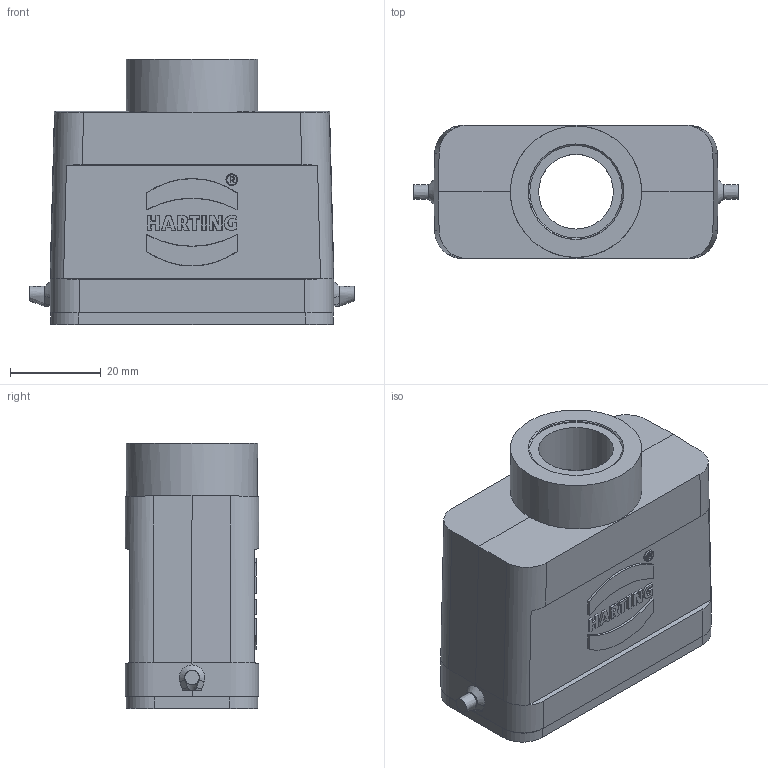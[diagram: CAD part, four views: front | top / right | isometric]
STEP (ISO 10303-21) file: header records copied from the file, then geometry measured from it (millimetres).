
FILE_DESCRIPTION((''),'2;1');
FILE_NAME('05200101461.stp','2020-07-07T16:10:46',('e.eickhoff'),(''),'Autodesk Inventor 2012','Autodesk Inventor 2012','');
FILE_SCHEMA(('AUTOMOTIVE_DESIGN { 1 0 10303 214 1 1 1 1 }'));
Length unit declared in the file: millimetre
Products named in the file (3): 05200101461; M16-PG13,5 Adapter
Assembly tree (2 placements, depth 2):
  05200101461
    05200101461
    M16-PG13,5 Adapter
Bounding box: 71.7 x 29.5 x 58.7 mm (x, y, z)
Volume: 30581.8 mm3; surface area: 22823.1 mm2
Topology: 2 solids, 2 shells, 239 faces, 1207 edges, 1576 vertices
Faces by surface type: plane 161, cylinder 41, cone 21, bspline 16
Full cylindrical faces by diameter (mm): 3 x4, 16.5 x1, 17 x1, 20.4 x1, 21 x1, 29 x1
Entity records: 13726 total; most frequent: CARTESIAN_POINT 4281, DIRECTION 1622, ORIENTED_EDGE 1196, EDGE_CURVE 598, DIMENSIONAL_EXPONENTS 591, PLANE_ANGLE_MEASURE_WITH_UNIT 591, UNCERTAINTY_MEASURE_WITH_UNIT 591, VECTOR 588
